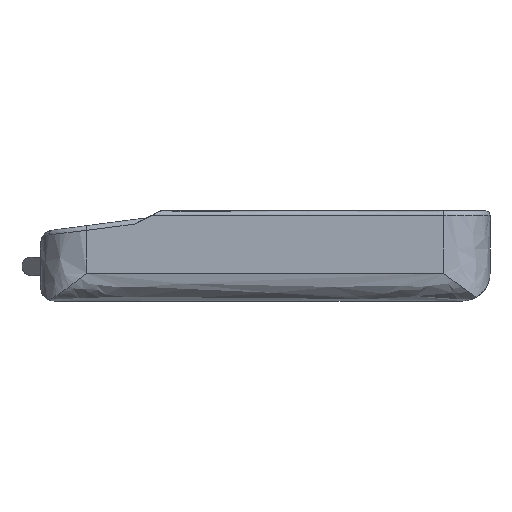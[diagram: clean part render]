
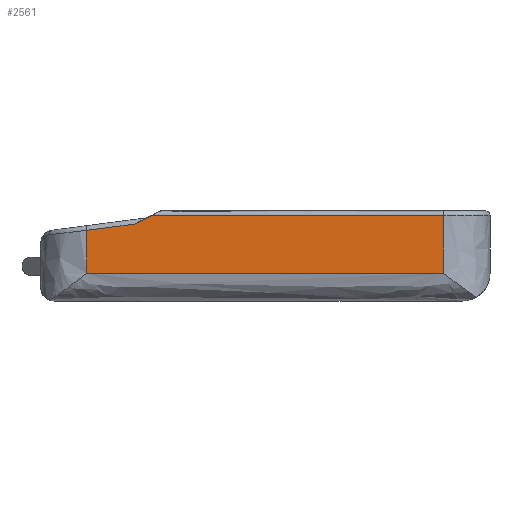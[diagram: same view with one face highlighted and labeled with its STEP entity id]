
A CAD part, front view. The second image highlights one B-rep face of the part: STEP entity #2561.
In plain terms, the highlighted free-form (B-spline) face has degree [1, 1] with [2, 2] control points.
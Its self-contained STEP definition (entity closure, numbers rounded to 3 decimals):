
#2005 = VERTEX_POINT('',#2006);
#2006 = CARTESIAN_POINT('',(-40.775,-32.223,
    17.56));
#2012 = EDGE_CURVE('',#2005,#2013,#2015,.T.);
#2013 = VERTEX_POINT('',#2014);
#2014 = CARTESIAN_POINT('',(-30.036,-32.223,
    18.961));
#2015 = B_SPLINE_CURVE_WITH_KNOTS('',1,(#2016,#2017),.UNSPECIFIED.,.F.,
  .F.,(2,2),(0.522,1.558),.PIECEWISE_BEZIER_KNOTS.);
#2016 = CARTESIAN_POINT('',(-40.775,-32.223,
    17.56));
#2017 = CARTESIAN_POINT('',(-30.036,-32.223,
    18.961));
#2262 = VERTEX_POINT('',#2263);
#2263 = CARTESIAN_POINT('',(-26.138,-32.223,
    20.91));
#2269 = EDGE_CURVE('',#2262,#2270,#2272,.T.);
#2270 = VERTEX_POINT('',#2271);
#2271 = CARTESIAN_POINT('',(40.064,-32.223,
    20.91));
#2272 = B_SPLINE_CURVE_WITH_KNOTS('',1,(#2273,#2274),.UNSPECIFIED.,.F.,
  .F.,(2,2),(-0.05,6.282),.PIECEWISE_BEZIER_KNOTS.);
#2273 = CARTESIAN_POINT('',(-26.138,-32.223,
    20.91));
#2274 = CARTESIAN_POINT('',(40.064,-32.223,
    20.91));
#2523 = EDGE_CURVE('',#2270,#2524,#2526,.T.);
#2524 = VERTEX_POINT('',#2525);
#2525 = CARTESIAN_POINT('',(40.064,-32.223,
    7.841));
#2526 = B_SPLINE_CURVE_WITH_KNOTS('',1,(#2527,#2528),.UNSPECIFIED.,.F.,
  .F.,(2,2),(-2.,-0.75),.PIECEWISE_BEZIER_KNOTS.);
#2527 = CARTESIAN_POINT('',(40.064,-32.223,
    20.91));
#2528 = CARTESIAN_POINT('',(40.064,-32.223,
    7.841));
#2561 = ADVANCED_FACE('',(#2562),#2584,.T.);
#2562 = FACE_BOUND('',#2563,.T.);
#2563 = EDGE_LOOP('',(#2564,#2565,#2572,#2577,#2578,#2579));
#2564 = ORIENTED_EDGE('',*,*,#2012,.F.);
#2565 = ORIENTED_EDGE('',*,*,#2566,.F.);
#2566 = EDGE_CURVE('',#2567,#2005,#2569,.T.);
#2567 = VERTEX_POINT('',#2568);
#2568 = CARTESIAN_POINT('',(-40.775,-32.223,
    7.841));
#2569 = B_SPLINE_CURVE_WITH_KNOTS('',1,(#2570,#2571),.UNSPECIFIED.,.F.,
  .F.,(2,2),(0.75,1.68),.PIECEWISE_BEZIER_KNOTS.);
#2570 = CARTESIAN_POINT('',(-40.775,-32.223,
    7.841));
#2571 = CARTESIAN_POINT('',(-40.775,-32.223,
    17.56));
#2572 = ORIENTED_EDGE('',*,*,#2573,.F.);
#2573 = EDGE_CURVE('',#2524,#2567,#2574,.T.);
#2574 = B_SPLINE_CURVE_WITH_KNOTS('',1,(#2575,#2576),.UNSPECIFIED.,.F.,
  .F.,(2,2),(-6.282,1.45),.PIECEWISE_BEZIER_KNOTS.);
#2575 = CARTESIAN_POINT('',(40.064,-32.223,
    7.841));
#2576 = CARTESIAN_POINT('',(-40.775,-32.223,
    7.841));
#2577 = ORIENTED_EDGE('',*,*,#2523,.F.);
#2578 = ORIENTED_EDGE('',*,*,#2269,.F.);
#2579 = ORIENTED_EDGE('',*,*,#2580,.F.);
#2580 = EDGE_CURVE('',#2013,#2262,#2581,.T.);
#2581 = B_SPLINE_CURVE_WITH_KNOTS('',1,(#2582,#2583),.UNSPECIFIED.,.F.,
  .F.,(2,2),(1.076,1.493),.PIECEWISE_BEZIER_KNOTS.);
#2582 = CARTESIAN_POINT('',(-30.036,-32.223,
    18.961));
#2583 = CARTESIAN_POINT('',(-26.138,-32.223,
    20.91));
#2584 = B_SPLINE_SURFACE_WITH_KNOTS('',1,1,(
    (#2585,#2586)
    ,(#2587,#2588
  )),.UNSPECIFIED.,.F.,.F.,.F.,(2,2),(2,2),(0.749,2.001),(0.999,8.733),
  .PIECEWISE_BEZIER_KNOTS.);
#2585 = CARTESIAN_POINT('',(-40.785,-32.223,
    20.921));
#2586 = CARTESIAN_POINT('',(40.074,-32.223,
    20.921));
#2587 = CARTESIAN_POINT('',(-40.785,-32.223,
    7.831));
#2588 = CARTESIAN_POINT('',(40.074,-32.223,
    7.831));
